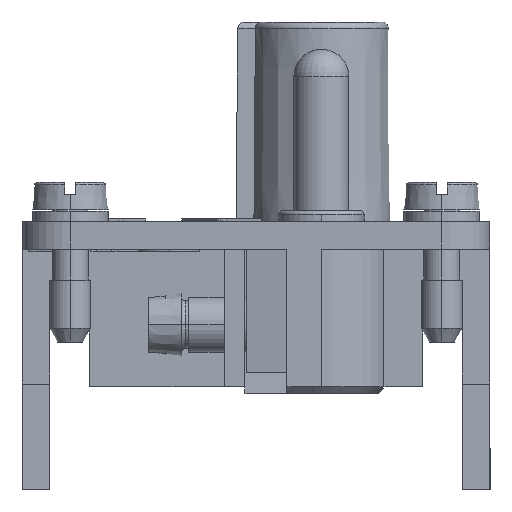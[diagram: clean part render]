
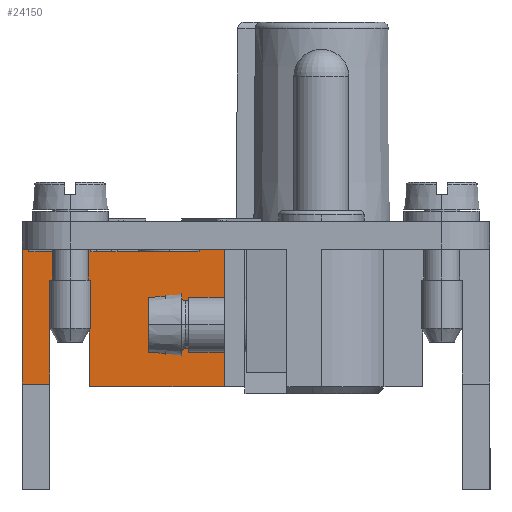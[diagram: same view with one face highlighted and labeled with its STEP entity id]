
A CAD part, left-side view. The second image highlights one B-rep face of the part: STEP entity #24150.
In plain terms, the highlighted face is planar.
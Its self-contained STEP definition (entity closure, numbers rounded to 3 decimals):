
#7280=CARTESIAN_POINT('',(59.898,35.757,-4.9));
#7290=VERTEX_POINT('',#7280);
#7440=CARTESIAN_POINT('',(59.898,35.757,-2.));
#7450=VERTEX_POINT('',#7440);
#7480=CARTESIAN_POINT('',(59.898,35.757,0.));
#7490=DIRECTION('',(0.,0.,-1.));
#7500=VECTOR('',#7490,1.);
#7510=LINE('',#7480,#7500);
#7520=EDGE_CURVE('',#7450,#7290,#7510,.T.);
#23530=CARTESIAN_POINT('',(59.898,31.557,-14.7));
#23540=DIRECTION('',(-1.,0.,0.));
#23550=DIRECTION('',(0.,0.,1.));
#23560=AXIS2_PLACEMENT_3D('',#23530,#23540,#23550);
#23570=PLANE('',#23560);
#23580=ORIENTED_EDGE('',*,*,#7520,.T.);
#23590=CARTESIAN_POINT('',(59.898,0.,-2.));
#23600=DIRECTION('',(0.,-1.,0.));
#23610=VECTOR('',#23600,1.);
#23620=LINE('',#23590,#23610);
#23630=CARTESIAN_POINT('',(59.898,31.757,-2.));
#23640=VERTEX_POINT('',#23630);
#23650=EDGE_CURVE('',#7450,#23640,#23620,.T.);
#23660=ORIENTED_EDGE('',*,*,#23650,.F.);
#23670=CARTESIAN_POINT('',(59.898,31.757,0.));
#23680=DIRECTION('',(0.,0.,-1.));
#23690=VECTOR('',#23680,1.);
#23700=LINE('',#23670,#23690);
#23710=CARTESIAN_POINT('',(59.898,31.757,0.));
#23720=VERTEX_POINT('',#23710);
#23730=EDGE_CURVE('',#23720,#23640,#23700,.T.);
#23740=ORIENTED_EDGE('',*,*,#23730,.T.);
#23750=CARTESIAN_POINT('',(59.898,0.,0.));
#23760=DIRECTION('',(0.,1.,0.));
#23770=VECTOR('',#23760,1.);
#23780=LINE('',#23750,#23770);
#23790=CARTESIAN_POINT('',(59.898,41.557,0.));
#23800=VERTEX_POINT('',#23790);
#23810=EDGE_CURVE('',#23720,#23800,#23780,.T.);
#23820=ORIENTED_EDGE('',*,*,#23810,.F.);
#23830=CARTESIAN_POINT('',(59.898,41.557,0.));
#23840=DIRECTION('',(0.,0.,-1.));
#23850=VECTOR('',#23840,1.);
#23860=LINE('',#23830,#23850);
#23870=CARTESIAN_POINT('',(59.898,41.557,-14.7));
#23880=VERTEX_POINT('',#23870);
#23890=EDGE_CURVE('',#23800,#23880,#23860,.T.);
#23900=ORIENTED_EDGE('',*,*,#23890,.F.);
#23910=CARTESIAN_POINT('',(59.898,0.,-14.7));
#23920=DIRECTION('',(0.,-1.,0.));
#23930=VECTOR('',#23920,1.);
#23940=LINE('',#23910,#23930);
#23950=CARTESIAN_POINT('',(59.898,31.557,-14.7));
#23960=VERTEX_POINT('',#23950);
#23970=EDGE_CURVE('',#23880,#23960,#23940,.T.);
#23980=ORIENTED_EDGE('',*,*,#23970,.F.);
#23990=CARTESIAN_POINT('',(59.898,31.557,0.));
#24000=DIRECTION('',(0.,0.,-1.));
#24010=VECTOR('',#24000,1.);
#24020=LINE('',#23990,#24010);
#24030=CARTESIAN_POINT('',(59.898,31.557,-4.9)
);
#24040=VERTEX_POINT('',#24030);
#24050=EDGE_CURVE('',#24040,#23960,#24020,.T.);
#24060=ORIENTED_EDGE('',*,*,#24050,.T.);
#24070=CARTESIAN_POINT('',(59.898,0.,-4.9));
#24080=DIRECTION('',(0.,1.,0.));
#24090=VECTOR('',#24080,1.);
#24100=LINE('',#24070,#24090);
#24110=EDGE_CURVE('',#24040,#7290,#24100,.T.);
#24120=ORIENTED_EDGE('',*,*,#24110,.F.);
#24130=EDGE_LOOP('',(#24120,#24060,#23980,#23900,#23820,#23740,#23660,
#23580));
#24140=FACE_OUTER_BOUND('',#24130,.T.);
#24150=ADVANCED_FACE('',(#24140),#23570,.F.);
